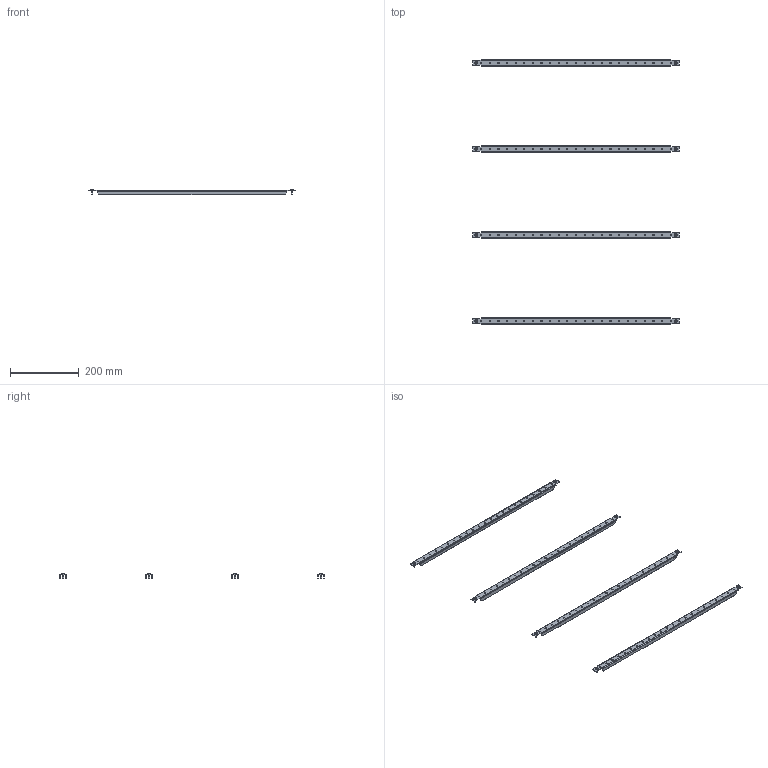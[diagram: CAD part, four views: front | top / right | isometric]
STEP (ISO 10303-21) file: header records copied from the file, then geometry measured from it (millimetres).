
FILE_DESCRIPTION (( 'STEP AP214' ), '1' );
FILE_NAME ('AFR800 Êîìïëåêò ðååê äëÿ ìîíòàæíîé ðàìû äâåðè Ø800(4øò).step', '2020-11-05T13:37:39', ( '' ), ( '' ), 'SwSTEP 2.0', 'SolidWorks 2019', '' );
FILE_SCHEMA (( 'AUTOMOTIVE_DESIGN' ));
Length unit declared in the file: millimetre
Products named in the file (3): AFR800 Êîìïëåêò ðååê äëÿ ìîíòàæíîé ðàìû äâåðè Ø800(4øò); Âèíò ñàìîíàðåçàþùèé Ì4 DIN 7516À_4å12; AVT004.18.00.02 Ðåéêà ìîíòàæíàÿ_00
Assembly tree (12 placements, depth 2):
  AFR800 Êîìïëåêò ðååê äëÿ ìîíòàæíîé ðàìû äâåðè Ø800(4øò)
    AVT004.18.00.02 Ðåéêà ìîíòàæíàÿ_00  x4
    Âèíò ñàìîíàðåçàþùèé Ì4 DIN 7516À_4å12  x8
Bounding box: 600 x 770 x 15.09 mm (x, y, z)
Volume: 134407.4 mm3; surface area: 188275.2 mm2
Topology: 12 solids, 12 shells, 504 faces, 1336 edges, 864 vertices
Faces by surface type: cylinder 248, plane 224, cone 16, sphere 16
Entity records: 3574 total; most frequent: DIRECTION 648, CARTESIAN_POINT 572, ORIENTED_EDGE 552, EDGE_CURVE 276, AXIS2_PLACEMENT_3D 254, VERTEX_POINT 178, EDGE_LOOP 154, LINE 140
